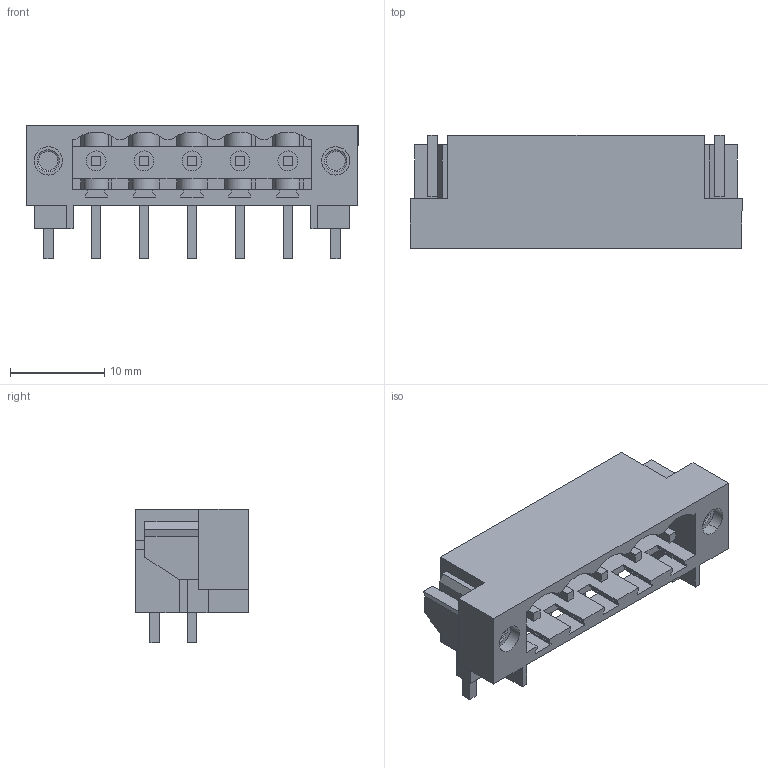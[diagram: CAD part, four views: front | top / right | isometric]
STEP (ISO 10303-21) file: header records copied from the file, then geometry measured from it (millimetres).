
FILE_DESCRIPTION(('CATIA V5 STEP Exchange','CAx-IF Rec.Pracs.--- Model Styling and Organization---1.4--- 2014-01-23'),'2;1');
FILE_NAME ('D1458260_1_1877430000_1877430000.stp','2023-05-10T07:18:07+00:00',('none'),('Weidmueller'),'CATIA Version 5-6 Release 2016 SP3 HF44','CATIA V5 STEP AP214','none');
FILE_SCHEMA(('AUTOMOTIVE_DESIGN { 1 0 10303 214 1 1 1 1 }'));
Length unit declared in the file: millimetre
Products named in the file (1): 1877430000
Bounding box: 35.2 x 12 x 14.2 mm (x, y, z)
Volume: 1638 mm3; surface area: 3718.7 mm2
Topology: 10 solids, 10 shells, 411 faces, 1205 edges, 802 vertices
Faces by surface type: plane 342, cylinder 61, cone 8
Entity records: 12955 total; most frequent: CARTESIAN_POINT 2524, ORIENTED_EDGE 2410, DIRECTION 1737, EDGE_CURVE 1205, VECTOR 1031, LINE 1031, VERTEX_POINT 802, EDGE_LOOP 431
